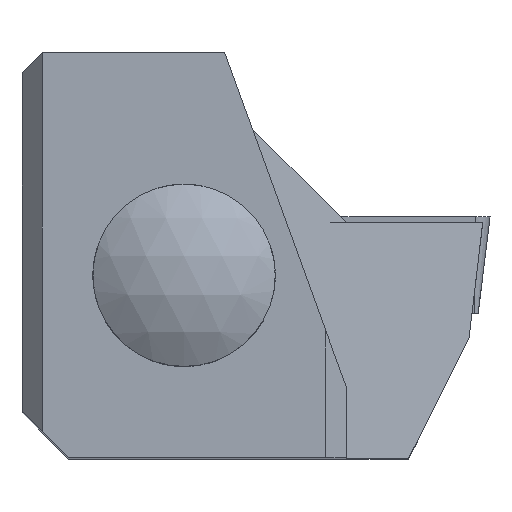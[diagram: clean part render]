
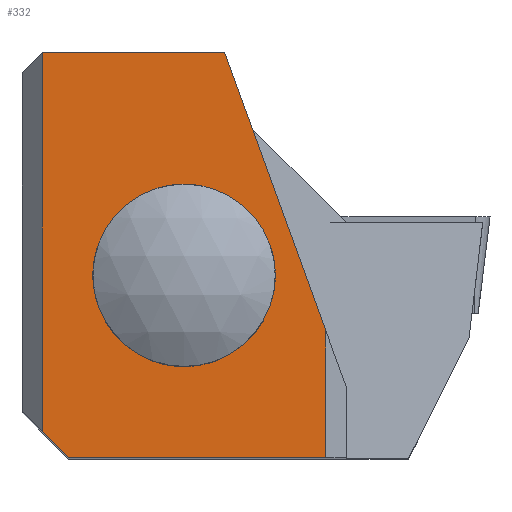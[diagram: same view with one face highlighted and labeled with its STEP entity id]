
A CAD part, top view. The second image highlights one B-rep face of the part: STEP entity #332.
In plain terms, the highlighted planar face has unit normal (0, 0, 1).
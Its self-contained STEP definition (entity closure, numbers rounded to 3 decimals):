
#37=LINE('',#1580,#118);
#49=LINE('',#1607,#130);
#63=LINE('',#1637,#144);
#64=LINE('',#1639,#145);
#65=LINE('',#1641,#146);
#66=LINE('',#1643,#147);
#118=VECTOR('',#1053,1.);
#130=VECTOR('',#1073,1.);
#144=VECTOR('',#1095,1.);
#145=VECTOR('',#1096,1.);
#146=VECTOR('',#1097,1.);
#147=VECTOR('',#1098,1.);
#228=PLANE('',#940);
#260=FACE_OUTER_BOUND('',#404,.T.);
#332=ADVANCED_FACE('',(#260),#228,.T.);
#404=EDGE_LOOP('',(#521,#522,#523,#524,#525,#526));
#521=ORIENTED_EDGE('',*,*,#705,.F.);
#522=ORIENTED_EDGE('',*,*,#720,.F.);
#523=ORIENTED_EDGE('',*,*,#721,.T.);
#524=ORIENTED_EDGE('',*,*,#722,.F.);
#525=ORIENTED_EDGE('',*,*,#723,.F.);
#526=ORIENTED_EDGE('',*,*,#691,.F.);
#691=EDGE_CURVE('',#852,#853,#37,.T.);
#705=EDGE_CURVE('',#863,#852,#49,.T.);
#720=EDGE_CURVE('',#872,#863,#63,.T.);
#721=EDGE_CURVE('',#872,#873,#64,.T.);
#722=EDGE_CURVE('',#874,#873,#65,.T.);
#723=EDGE_CURVE('',#853,#874,#66,.T.);
#852=VERTEX_POINT('',#1579);
#853=VERTEX_POINT('',#1581);
#863=VERTEX_POINT('',#1606);
#872=VERTEX_POINT('',#1638);
#873=VERTEX_POINT('',#1640);
#874=VERTEX_POINT('',#1642);
#940=AXIS2_PLACEMENT_3D('',#1644,#1099,#1100);
#1053=DIRECTION('',(-0.707,0.707,0.));
#1073=DIRECTION('',(-1.,0.,0.));
#1095=DIRECTION('',(0.,-1.,0.));
#1096=DIRECTION('',(-0.342,0.94,0.));
#1097=DIRECTION('',(1.,0.,0.));
#1098=DIRECTION('',(0.,1.,0.));
#1099=DIRECTION('',(0.,0.,1.));
#1100=DIRECTION('',(0.,1.,0.));
#1579=CARTESIAN_POINT('',(2.3,0.,0.));
#1580=CARTESIAN_POINT('',(0.149,2.151,0.));
#1581=CARTESIAN_POINT('',(1.,1.3,0.));
#1606=CARTESIAN_POINT('',(15.,0.,0.));
#1607=CARTESIAN_POINT('',(16.,0.,0.));
#1637=CARTESIAN_POINT('',(15.,10.002,0.));
#1638=CARTESIAN_POINT('',(15.,6.267,0.));
#1639=CARTESIAN_POINT('',(16.,3.52,0.));
#1640=CARTESIAN_POINT('',(10.,20.005,0.));
#1641=CARTESIAN_POINT('',(0.,20.005,0.));
#1642=CARTESIAN_POINT('',(1.,20.005,0.));
#1643=CARTESIAN_POINT('',(1.,10.002,0.));
#1644=CARTESIAN_POINT('',(8.,10.002,0.));
